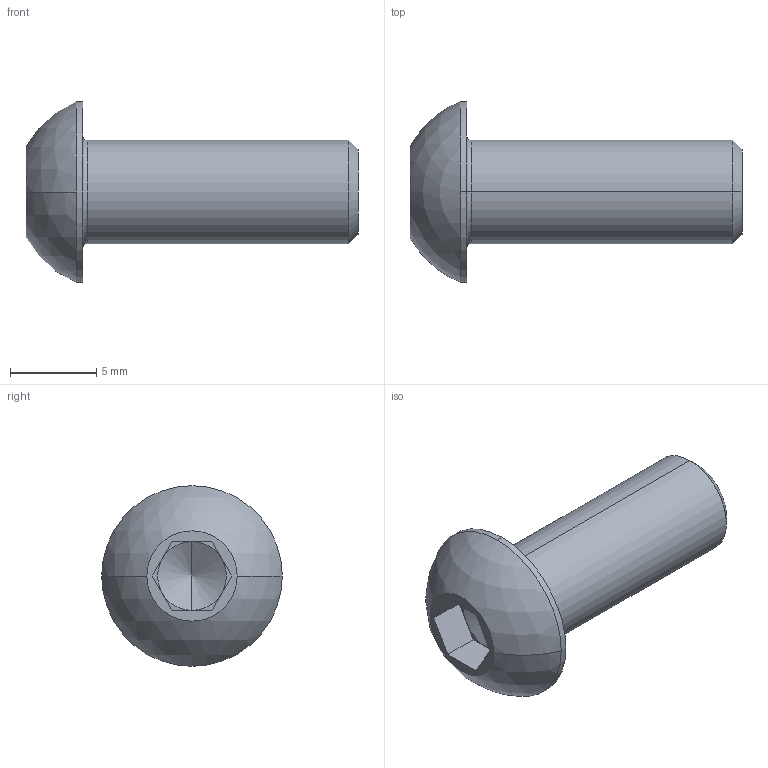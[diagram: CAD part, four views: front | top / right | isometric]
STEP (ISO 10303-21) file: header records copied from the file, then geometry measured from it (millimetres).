
FILE_DESCRIPTION (( 'STEP AP203' ), '1' );
FILE_NAME ('084.301.040.STEP', '2015-06-03T13:51:50', ( '' ), ( '' ), 'SwSTEP 2.0', 'SolidWorks 2012', '' );
FILE_SCHEMA (( 'CONFIG_CONTROL_DESIGN' ));
Length unit declared in the file: millimetre
Products named in the file (2): socket button head screw_iso_ISO 7380 - M6 x 16 --- 16N; 084.301.040
Assembly tree (1 placements, depth 2):
  084.301.040
    socket button head screw_iso_ISO 7380 - M6 x 16 --- 16N
Bounding box: 19.3 x 10.5 x 10.5 mm (x, y, z)
Volume: 620.2 mm3; surface area: 548.2 mm2
Topology: 1 solids, 1 shells, 27 faces, 60 edges, 35 vertices
Faces by surface type: plane 15, cone 4, cylinder 4, torus 2, sphere 2
Entity records: 926 total; most frequent: DIRECTION 146, CARTESIAN_POINT 124, ORIENTED_EDGE 116, EDGE_CURVE 58, AXIS2_PLACEMENT_3D 57, VERTEX_POINT 35, LINE 32, VECTOR 32
